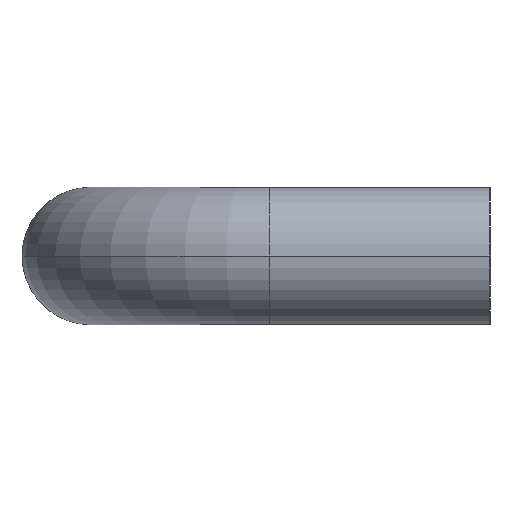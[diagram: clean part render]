
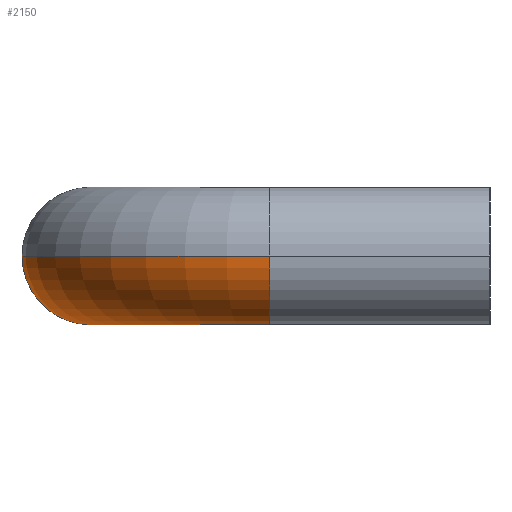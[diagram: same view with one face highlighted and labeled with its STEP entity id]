
A CAD part, left-side view. The second image highlights one B-rep face of the part: STEP entity #2150.
In plain terms, the highlighted toroidal (fillet/blend) face has major radius 13 mm and minor radius 5 mm.
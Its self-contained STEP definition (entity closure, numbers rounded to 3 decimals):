
#1460=CARTESIAN_POINT('',(-19.,24.,0.));
#1470=VERTEX_POINT('',#1460);
#1550=CARTESIAN_POINT('',(-19.,34.,0.));
#1560=VERTEX_POINT('',#1550);
#1590=CARTESIAN_POINT('',(-19.,29.,0.));
#1600=DIRECTION('',(1.,0.,0.));
#1610=DIRECTION('',(0.,1.,0.));
#1620=AXIS2_PLACEMENT_3D('',#1590,#1600,#1610);
#1630=CIRCLE('',#1620,5.);
#1640=EDGE_CURVE('',#1470,#1560,#1630,.T.);
#1820=CARTESIAN_POINT('',(-19.,16.,0.));
#1830=DIRECTION('',(0.,0.,1.));
#1840=DIRECTION('',(0.,1.,0.));
#1850=AXIS2_PLACEMENT_3D('',#1820,#1830,#1840);
#1860=TOROIDAL_SURFACE('',#1850,13.,5.);
#1870=CARTESIAN_POINT('',(-19.,16.,0.));
#1880=DIRECTION('',(0.,0.,1.));
#1890=DIRECTION('',(0.,1.,0.));
#1900=AXIS2_PLACEMENT_3D('',#1870,#1880,#1890);
#1910=CIRCLE('',#1900,8.);
#1920=CARTESIAN_POINT('',(-27.,16.,0.));
#1930=VERTEX_POINT('',#1920);
#1940=EDGE_CURVE('',#1470,#1930,#1910,.T.);
#1950=ORIENTED_EDGE('',*,*,#1940,.T.);
#1960=ORIENTED_EDGE('',*,*,#1640,.F.);
#1970=CARTESIAN_POINT('',(-19.,16.,0.));
#1980=DIRECTION('',(0.,0.,1.));
#1990=DIRECTION('',(0.,1.,0.));
#2000=AXIS2_PLACEMENT_3D('',#1970,#1980,#1990);
#2010=CIRCLE('',#2000,18.);
#2020=CARTESIAN_POINT('',(-37.,16.,0.));
#2030=VERTEX_POINT('',#2020);
#2040=EDGE_CURVE('',#1560,#2030,#2010,.T.);
#2050=ORIENTED_EDGE('',*,*,#2040,.F.);
#2060=CARTESIAN_POINT('',(-32.,16.,0.));
#2070=DIRECTION('',(0.,1.,0.));
#2080=DIRECTION('',(-1.,0.,0.));
#2090=AXIS2_PLACEMENT_3D('',#2060,#2070,#2080);
#2100=CIRCLE('',#2090,5.);
#2110=EDGE_CURVE('',#1930,#2030,#2100,.T.);
#2120=ORIENTED_EDGE('',*,*,#2110,.T.);
#2130=EDGE_LOOP('',(#2120,#2050,#1960,#1950));
#2140=FACE_OUTER_BOUND('',#2130,.T.);
#2150=ADVANCED_FACE('',(#2140),#1860,.T.);
